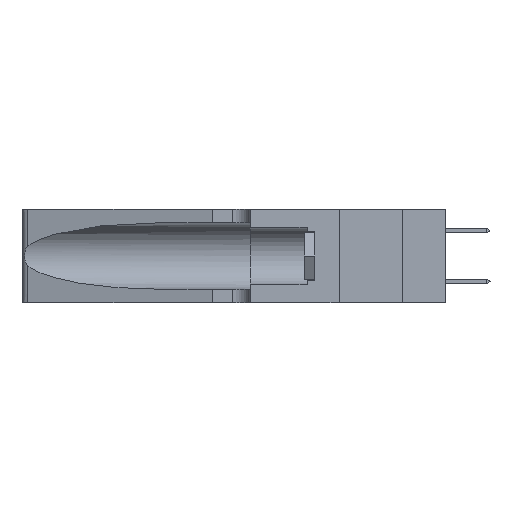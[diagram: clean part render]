
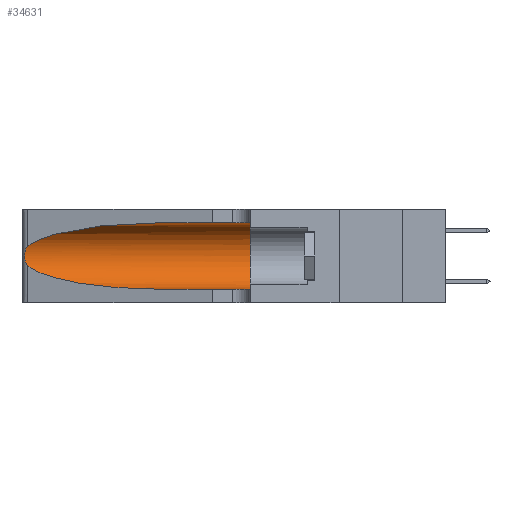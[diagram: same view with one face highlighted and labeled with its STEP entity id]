
A CAD part, left-side view. The second image highlights one B-rep face of the part: STEP entity #34631.
In plain terms, the highlighted cylindrical face has radius 3.308 mm (diameter 6.617 mm), a partial arc.
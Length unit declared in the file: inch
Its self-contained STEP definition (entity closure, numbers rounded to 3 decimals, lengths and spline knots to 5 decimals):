
#102 = DIRECTION ( 'NONE',  ( 0., -1., 0. ) ) ;
#1975 = CARTESIAN_POINT ( 'NONE',  ( 0.25487, 1.22718, 0.14631 ) ) ;
#2240 = ORIENTED_EDGE ( 'NONE', *, *, #32130, .F. ) ;
#2872 = CIRCLE ( 'NONE', #4238, 0.13025 ) ;
#3520 = CARTESIAN_POINT ( 'NONE',  ( 0.25487, 1.22718, 0.22369 ) ) ;
#3974 = CARTESIAN_POINT ( 'NONE',  ( 0.26075, 1.23896, 0.19203 ) ) ;
#4238 = AXIS2_PLACEMENT_3D ( 'NONE', #22805, #30887, #33607 ) ;
#5388 = CARTESIAN_POINT ( 'NONE',  ( 0.2373, 1.15595, 0.28018 ) ) ;
#5448 = VERTEX_POINT ( 'NONE', #12268 ) ;
#5587 = CARTESIAN_POINT ( 'NONE',  ( 0.1305, 0.72297, 0.31525 ) ) ;
#5601 = CARTESIAN_POINT ( 'NONE',  ( 0.1305, 1.61858, 0.05475 ) ) ;
#5723 = EDGE_CURVE ( 'NONE', #5448, #15288, #19731, .T. ) ;
#6869 = EDGE_CURVE ( 'NONE', #21335, #5448, #32182, .T. ) ;
#7827 = CARTESIAN_POINT ( 'NONE',  ( 0.25487, 1.22718, 0.22369 ) ) ;
#9096 = CARTESIAN_POINT ( 'NONE',  ( 0.25555, 1.22993, 0.14849 ) ) ;
#9427 = CARTESIAN_POINT ( 'NONE',  ( 0.25639, 1.23184, 0.21858 ) ) ;
#9429 = AXIS2_PLACEMENT_3D ( 'NONE', #27157, #19376, #26911 ) ;
#9820 = CARTESIAN_POINT ( 'NONE',  ( 0.25487, 1.22718, 0.14631 ) ) ;
#10602 = CARTESIAN_POINT ( 'NONE',  ( 0.1305, 1.61858, 0.31525 ) ) ;
#10795 = FACE_OUTER_BOUND ( 'NONE', #15364, .T. ) ;
#11561 = CARTESIAN_POINT ( 'NONE',  ( 0.25639, 1.23186, 0.15144 ) ) ;
#11672 = CARTESIAN_POINT ( 'NONE',  ( 0.26017, 1.23833, 0.17102 ) ) ;
#12268 = CARTESIAN_POINT ( 'NONE',  ( 0.1305, 0.72297, 0.05475 ) ) ;
#12557 = VECTOR ( 'NONE', #102, 39.37008 ) ;
#13017 =( BOUNDED_CURVE ( )  B_SPLINE_CURVE ( 3, ( #34614, #32143, #5388, #7827 ),
 .UNSPECIFIED., .F., .F. ) 
 B_SPLINE_CURVE_WITH_KNOTS ( ( 4, 4 ),
 ( 1.5708, 2.84003 ),
 .UNSPECIFIED. ) 
 CURVE ( )  GEOMETRIC_REPRESENTATION_ITEM ( )  RATIONAL_B_SPLINE_CURVE ( ( 1., 0.87, 0.87, 1. ) ) 
 REPRESENTATION_ITEM ( '' )  );
#13179 = ORIENTED_EDGE ( 'NONE', *, *, #5723, .T. ) ;
#14883 = EDGE_CURVE ( 'NONE', #29679, #15288, #2872, .T. ) ;
#15288 = VERTEX_POINT ( 'NONE', #19369 ) ;
#15364 = EDGE_LOOP ( 'NONE', ( #26364, #33474, #31098, #13179, #29958, #2240 ) ) ;
#16669 = B_SPLINE_CURVE_WITH_KNOTS ( 'NONE', 3,
 ( #3520, #28121, #9427, #27910, #33312, #30584, #3974, #33543, #11672, #17212, #33075, #11561, #9096, #22862 ),
 .UNSPECIFIED., .F., .F.,
 ( 4, 2, 2, 2, 2, 2, 4 ),
 ( 0., 0.00027, 0.00053, 0.00107, 0.0016, 0.00187, 0.00214 ),
 .UNSPECIFIED. ) ;
#17193 = VERTEX_POINT ( 'NONE', #30122 ) ;
#17212 = CARTESIAN_POINT ( 'NONE',  ( 0.25856, 1.23593, 0.16098 ) ) ;
#17837 = CARTESIAN_POINT ( 'NONE',  ( 0.2373, 1.15595, 0.08982 ) ) ;
#18839 = DIRECTION ( 'NONE',  ( 0., -1., 0. ) ) ;
#19369 = CARTESIAN_POINT ( 'NONE',  ( 0.1305, 0.35, 0.05475 ) ) ;
#19376 = DIRECTION ( 'NONE',  ( 0., -1., 0. ) ) ;
#19731 = LINE ( 'NONE', #5601, #12557 ) ;
#20523 = CARTESIAN_POINT ( 'NONE',  ( 0.1305, 0.72297, 0.05475 ) ) ;
#21335 = VERTEX_POINT ( 'NONE', #1975 ) ;
#22805 = CARTESIAN_POINT ( 'NONE',  ( 0.1305, 0.35, 0.185 ) ) ;
#22862 = CARTESIAN_POINT ( 'NONE',  ( 0.25487, 1.22718, 0.14631 ) ) ;
#24536 = CARTESIAN_POINT ( 'NONE',  ( 0.1305, 0.35, 0.31525 ) ) ;
#25281 = VECTOR ( 'NONE', #18839, 39.37008 ) ;
#26118 = LINE ( 'NONE', #10602, #25281 ) ;
#26364 = ORIENTED_EDGE ( 'NONE', *, *, #33251, .T. ) ;
#26911 = DIRECTION ( 'NONE',  ( 0., 0., -1. ) ) ;
#27157 = CARTESIAN_POINT ( 'NONE',  ( 0.1305, 1.61858, 0.185 ) ) ;
#27910 = CARTESIAN_POINT ( 'NONE',  ( 0.25787, 1.23484, 0.2124 ) ) ;
#28121 = CARTESIAN_POINT ( 'NONE',  ( 0.25555, 1.22994, 0.2215 ) ) ;
#29273 = VERTEX_POINT ( 'NONE', #5587 ) ;
#29679 = VERTEX_POINT ( 'NONE', #24536 ) ;
#29958 = ORIENTED_EDGE ( 'NONE', *, *, #14883, .F. ) ;
#30122 = CARTESIAN_POINT ( 'NONE',  ( 0.25487, 1.22718, 0.22369 ) ) ;
#30128 = CYLINDRICAL_SURFACE ( 'NONE', #9429, 0.13025 ) ;
#30584 = CARTESIAN_POINT ( 'NONE',  ( 0.26018, 1.23835, 0.19895 ) ) ;
#30887 = DIRECTION ( 'NONE',  ( 0., 1., 0. ) ) ;
#31098 = ORIENTED_EDGE ( 'NONE', *, *, #6869, .T. ) ;
#32130 = EDGE_CURVE ( 'NONE', #29273, #29679, #26118, .T. ) ;
#32143 = CARTESIAN_POINT ( 'NONE',  ( 0.18966, 0.96281, 0.31525 ) ) ;
#32182 =( BOUNDED_CURVE ( )  B_SPLINE_CURVE ( 3, ( #9820, #17837, #33472, #20523 ),
 .UNSPECIFIED., .F., .F. ) 
 B_SPLINE_CURVE_WITH_KNOTS ( ( 4, 4 ),
 ( 3.44316, 4.71239 ),
 .UNSPECIFIED. ) 
 CURVE ( )  GEOMETRIC_REPRESENTATION_ITEM ( )  RATIONAL_B_SPLINE_CURVE ( ( 1., 0.87, 0.87, 1. ) ) 
 REPRESENTATION_ITEM ( '' )  );
#33075 = CARTESIAN_POINT ( 'NONE',  ( 0.25789, 1.23486, 0.15765 ) ) ;
#33251 = EDGE_CURVE ( 'NONE', #29273, #17193, #13017, .T. ) ;
#33312 = CARTESIAN_POINT ( 'NONE',  ( 0.25854, 1.2359, 0.20912 ) ) ;
#33466 = EDGE_CURVE ( 'NONE', #17193, #21335, #16669, .T. ) ;
#33472 = CARTESIAN_POINT ( 'NONE',  ( 0.18966, 0.96281, 0.05475 ) ) ;
#33474 = ORIENTED_EDGE ( 'NONE', *, *, #33466, .T. ) ;
#33543 = CARTESIAN_POINT ( 'NONE',  ( 0.26075, 1.23896, 0.178 ) ) ;
#33607 = DIRECTION ( 'NONE',  ( 0., 0., 1. ) ) ;
#34614 = CARTESIAN_POINT ( 'NONE',  ( 0.1305, 0.72297, 0.31525 ) ) ;
#34631 = ADVANCED_FACE ( 'NONE', ( #10795 ), #30128, .F. ) ;
